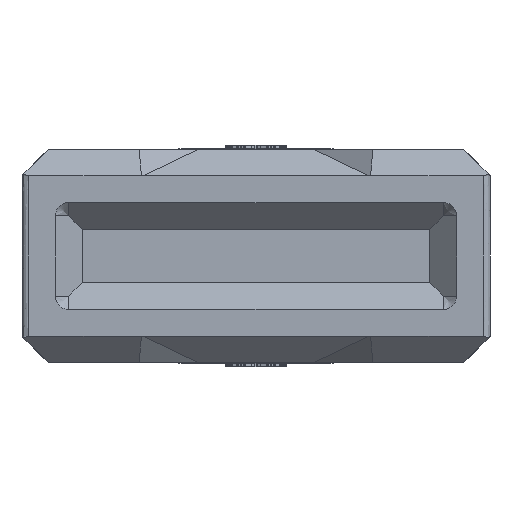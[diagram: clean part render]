
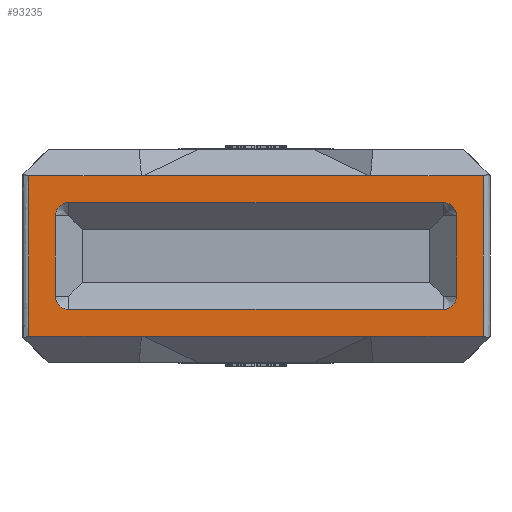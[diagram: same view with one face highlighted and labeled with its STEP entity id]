
A CAD part, front view. The second image highlights one B-rep face of the part: STEP entity #93235.
In plain terms, the highlighted free-form (B-spline) face has degree [1, 1] with [2, 2] control points.
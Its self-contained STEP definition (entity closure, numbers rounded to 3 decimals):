
#91041 = VERTEX_POINT('',#91042);
#91042 = CARTESIAN_POINT('',(62.351,0.,
    4.796));
#91266 = EDGE_CURVE('',#91267,#91041,#91269,.T.);
#91267 = VERTEX_POINT('',#91268);
#91268 = CARTESIAN_POINT('',(21.583,0.,
    4.796));
#91269 = B_SPLINE_CURVE_WITH_KNOTS('',1,(#91270,#91271),.UNSPECIFIED.,
  .F.,.F.,(2,2),(-52.,-18.),.PIECEWISE_BEZIER_KNOTS.);
#91270 = CARTESIAN_POINT('',(21.583,0.,4.796));
#91271 = CARTESIAN_POINT('',(62.351,0.,4.796));
#91967 = VERTEX_POINT('',#91968);
#91968 = CARTESIAN_POINT('',(82.735,0.,4.796));
#91975 = EDGE_CURVE('',#91041,#91967,#91976,.T.);
#91976 = B_SPLINE_CURVE_WITH_KNOTS('',1,(#91977,#91978),.UNSPECIFIED.,
  .F.,.F.,(2,2),(-18.,-1.),.PIECEWISE_BEZIER_KNOTS.);
#91977 = CARTESIAN_POINT('',(62.351,0.,4.796));
#91978 = CARTESIAN_POINT('',(82.735,0.,4.796));
#92891 = VERTEX_POINT('',#92892);
#92892 = CARTESIAN_POINT('',(21.583,0.,
    33.574));
#92899 = EDGE_CURVE('',#92900,#92891,#92902,.T.);
#92900 = VERTEX_POINT('',#92901);
#92901 = CARTESIAN_POINT('',(62.351,0.,
    33.574));
#92902 = B_SPLINE_CURVE_WITH_KNOTS('',1,(#92903,#92904),.UNSPECIFIED.,
  .F.,.F.,(2,2),(-52.,-18.),.PIECEWISE_BEZIER_KNOTS.);
#92903 = CARTESIAN_POINT('',(62.351,0.,33.574));
#92904 = CARTESIAN_POINT('',(21.583,0.,33.574));
#93117 = VERTEX_POINT('',#93118);
#93118 = CARTESIAN_POINT('',(1.199,0.,33.574));
#93125 = EDGE_CURVE('',#92891,#93117,#93126,.T.);
#93126 = B_SPLINE_CURVE_WITH_KNOTS('',1,(#93127,#93128),.UNSPECIFIED.,
  .F.,.F.,(2,2),(-18.,-1.),.PIECEWISE_BEZIER_KNOTS.);
#93127 = CARTESIAN_POINT('',(21.583,0.,33.574));
#93128 = CARTESIAN_POINT('',(1.199,0.,33.574));
#93235 = ADVANCED_FACE('',(#93236,#93298),#93328,.F.);
#93236 = FACE_BOUND('',#93237,.T.);
#93237 = EDGE_LOOP('',(#93238,#93247,#93255,#93262,#93270,#93277,#93285,
    #93292));
#93238 = ORIENTED_EDGE('',*,*,#93239,.F.);
#93239 = EDGE_CURVE('',#93240,#93242,#93244,.T.);
#93240 = VERTEX_POINT('',#93241);
#93241 = CARTESIAN_POINT('',(5.995,0.,26.379));
#93242 = VERTEX_POINT('',#93243);
#93243 = CARTESIAN_POINT('',(5.995,0.,11.991));
#93244 = B_SPLINE_CURVE_WITH_KNOTS('',1,(#93245,#93246),.UNSPECIFIED.,
  .F.,.F.,(2,2),(0.,12.),.PIECEWISE_BEZIER_KNOTS.);
#93245 = CARTESIAN_POINT('',(5.995,0.,26.379));
#93246 = CARTESIAN_POINT('',(5.995,0.,11.991));
#93247 = ORIENTED_EDGE('',*,*,#93248,.F.);
#93248 = EDGE_CURVE('',#93249,#93240,#93251,.T.);
#93249 = VERTEX_POINT('',#93250);
#93250 = CARTESIAN_POINT('',(8.393,0.,28.777));
#93251 = ( BOUNDED_CURVE() B_SPLINE_CURVE(2,(#93252,#93253,#93254),
.UNSPECIFIED.,.F.,.F.) B_SPLINE_CURVE_WITH_KNOTS((3,3),(3.142,
4.712),.PIECEWISE_BEZIER_KNOTS.) CURVE() 
GEOMETRIC_REPRESENTATION_ITEM() RATIONAL_B_SPLINE_CURVE((1.,
0.707,1.)) REPRESENTATION_ITEM('') );
#93252 = CARTESIAN_POINT('',(8.393,0.,28.777));
#93253 = CARTESIAN_POINT('',(5.995,0.,28.777));
#93254 = CARTESIAN_POINT('',(5.995,0.,26.379));
#93255 = ORIENTED_EDGE('',*,*,#93256,.F.);
#93256 = EDGE_CURVE('',#93257,#93249,#93259,.T.);
#93257 = VERTEX_POINT('',#93258);
#93258 = CARTESIAN_POINT('',(75.54,0.,28.777));
#93259 = B_SPLINE_CURVE_WITH_KNOTS('',1,(#93260,#93261),.UNSPECIFIED.,
  .F.,.F.,(2,2),(-45.,11.),.PIECEWISE_BEZIER_KNOTS.);
#93260 = CARTESIAN_POINT('',(75.54,0.,28.777));
#93261 = CARTESIAN_POINT('',(8.393,0.,28.777));
#93262 = ORIENTED_EDGE('',*,*,#93263,.F.);
#93263 = EDGE_CURVE('',#93264,#93257,#93266,.T.);
#93264 = VERTEX_POINT('',#93265);
#93265 = CARTESIAN_POINT('',(77.939,0.,26.379));
#93266 = ( BOUNDED_CURVE() B_SPLINE_CURVE(2,(#93267,#93268,#93269),
.UNSPECIFIED.,.F.,.F.) B_SPLINE_CURVE_WITH_KNOTS((3,3),(1.571,
3.142),.PIECEWISE_BEZIER_KNOTS.) CURVE() 
GEOMETRIC_REPRESENTATION_ITEM() RATIONAL_B_SPLINE_CURVE((1.,
0.707,1.)) REPRESENTATION_ITEM('') );
#93267 = CARTESIAN_POINT('',(77.939,0.,26.379));
#93268 = CARTESIAN_POINT('',(77.939,0.,28.777));
#93269 = CARTESIAN_POINT('',(75.54,0.,28.777));
#93270 = ORIENTED_EDGE('',*,*,#93271,.F.);
#93271 = EDGE_CURVE('',#93272,#93264,#93274,.T.);
#93272 = VERTEX_POINT('',#93273);
#93273 = CARTESIAN_POINT('',(77.939,0.,11.991));
#93274 = B_SPLINE_CURVE_WITH_KNOTS('',1,(#93275,#93276),.UNSPECIFIED.,
  .F.,.F.,(2,2),(0.,12.),.PIECEWISE_BEZIER_KNOTS.);
#93275 = CARTESIAN_POINT('',(77.939,0.,11.991));
#93276 = CARTESIAN_POINT('',(77.939,0.,26.379));
#93277 = ORIENTED_EDGE('',*,*,#93278,.F.);
#93278 = EDGE_CURVE('',#93279,#93272,#93281,.T.);
#93279 = VERTEX_POINT('',#93280);
#93280 = CARTESIAN_POINT('',(75.54,0.,9.592));
#93281 = ( BOUNDED_CURVE() B_SPLINE_CURVE(2,(#93282,#93283,#93284),
.UNSPECIFIED.,.F.,.F.) B_SPLINE_CURVE_WITH_KNOTS((3,3),(0.,
1.571),.PIECEWISE_BEZIER_KNOTS.) CURVE() 
GEOMETRIC_REPRESENTATION_ITEM() RATIONAL_B_SPLINE_CURVE((1.,
0.707,1.)) REPRESENTATION_ITEM('') );
#93282 = CARTESIAN_POINT('',(75.54,0.,9.592));
#93283 = CARTESIAN_POINT('',(77.939,0.,9.592));
#93284 = CARTESIAN_POINT('',(77.939,0.,11.991));
#93285 = ORIENTED_EDGE('',*,*,#93286,.F.);
#93286 = EDGE_CURVE('',#93287,#93279,#93289,.T.);
#93287 = VERTEX_POINT('',#93288);
#93288 = CARTESIAN_POINT('',(8.393,0.,9.592));
#93289 = B_SPLINE_CURVE_WITH_KNOTS('',1,(#93290,#93291),.UNSPECIFIED.,
  .F.,.F.,(2,2),(-45.,11.),.PIECEWISE_BEZIER_KNOTS.);
#93290 = CARTESIAN_POINT('',(8.393,0.,9.592));
#93291 = CARTESIAN_POINT('',(75.54,0.,9.592));
#93292 = ORIENTED_EDGE('',*,*,#93293,.F.);
#93293 = EDGE_CURVE('',#93242,#93287,#93294,.T.);
#93294 = ( BOUNDED_CURVE() B_SPLINE_CURVE(2,(#93295,#93296,#93297),
.UNSPECIFIED.,.F.,.F.) B_SPLINE_CURVE_WITH_KNOTS((3,3),(1.571,
3.142),.PIECEWISE_BEZIER_KNOTS.) CURVE() 
GEOMETRIC_REPRESENTATION_ITEM() RATIONAL_B_SPLINE_CURVE((1.,
0.707,1.)) REPRESENTATION_ITEM('') );
#93295 = CARTESIAN_POINT('',(5.995,0.,11.991));
#93296 = CARTESIAN_POINT('',(5.995,0.,9.592));
#93297 = CARTESIAN_POINT('',(8.393,0.,9.592));
#93298 = FACE_BOUND('',#93299,.T.);
#93299 = EDGE_LOOP('',(#93300,#93307,#93308,#93309,#93316,#93321,#93322,
    #93323));
#93300 = ORIENTED_EDGE('',*,*,#93301,.T.);
#93301 = EDGE_CURVE('',#93302,#91267,#93304,.T.);
#93302 = VERTEX_POINT('',#93303);
#93303 = CARTESIAN_POINT('',(1.199,0.,4.796));
#93304 = B_SPLINE_CURVE_WITH_KNOTS('',1,(#93305,#93306),.UNSPECIFIED.,
  .F.,.F.,(2,2),(-69.,-52.),.PIECEWISE_BEZIER_KNOTS.);
#93305 = CARTESIAN_POINT('',(1.199,0.,4.796));
#93306 = CARTESIAN_POINT('',(21.583,0.,4.796));
#93307 = ORIENTED_EDGE('',*,*,#91266,.T.);
#93308 = ORIENTED_EDGE('',*,*,#91975,.T.);
#93309 = ORIENTED_EDGE('',*,*,#93310,.T.);
#93310 = EDGE_CURVE('',#91967,#93311,#93313,.T.);
#93311 = VERTEX_POINT('',#93312);
#93312 = CARTESIAN_POINT('',(82.735,0.,33.574));
#93313 = B_SPLINE_CURVE_WITH_KNOTS('',1,(#93314,#93315),.UNSPECIFIED.,
  .F.,.F.,(2,2),(-28.,-4.),.PIECEWISE_BEZIER_KNOTS.);
#93314 = CARTESIAN_POINT('',(82.735,0.,4.796));
#93315 = CARTESIAN_POINT('',(82.735,0.,33.574));
#93316 = ORIENTED_EDGE('',*,*,#93317,.T.);
#93317 = EDGE_CURVE('',#93311,#92900,#93318,.T.);
#93318 = B_SPLINE_CURVE_WITH_KNOTS('',1,(#93319,#93320),.UNSPECIFIED.,
  .F.,.F.,(2,2),(-69.,-52.),.PIECEWISE_BEZIER_KNOTS.);
#93319 = CARTESIAN_POINT('',(82.735,0.,33.574));
#93320 = CARTESIAN_POINT('',(62.351,0.,33.574));
#93321 = ORIENTED_EDGE('',*,*,#92899,.T.);
#93322 = ORIENTED_EDGE('',*,*,#93125,.T.);
#93323 = ORIENTED_EDGE('',*,*,#93324,.T.);
#93324 = EDGE_CURVE('',#93117,#93302,#93325,.T.);
#93325 = B_SPLINE_CURVE_WITH_KNOTS('',1,(#93326,#93327),.UNSPECIFIED.,
  .F.,.F.,(2,2),(4.,28.),.PIECEWISE_BEZIER_KNOTS.);
#93326 = CARTESIAN_POINT('',(1.199,0.,33.574));
#93327 = CARTESIAN_POINT('',(1.199,0.,4.796));
#93328 = B_SPLINE_SURFACE_WITH_KNOTS('',1,1,(
    (#93329,#93330)
    ,(#93331,#93332
    )),.UNSPECIFIED.,.F.,.F.,.F.,(2,2),(2,2),(-28.,-4.),(1.,69.),
  .PIECEWISE_BEZIER_KNOTS.);
#93329 = CARTESIAN_POINT('',(1.199,0.,4.796));
#93330 = CARTESIAN_POINT('',(82.735,0.,4.796));
#93331 = CARTESIAN_POINT('',(1.199,0.,33.574));
#93332 = CARTESIAN_POINT('',(82.735,0.,33.574));
